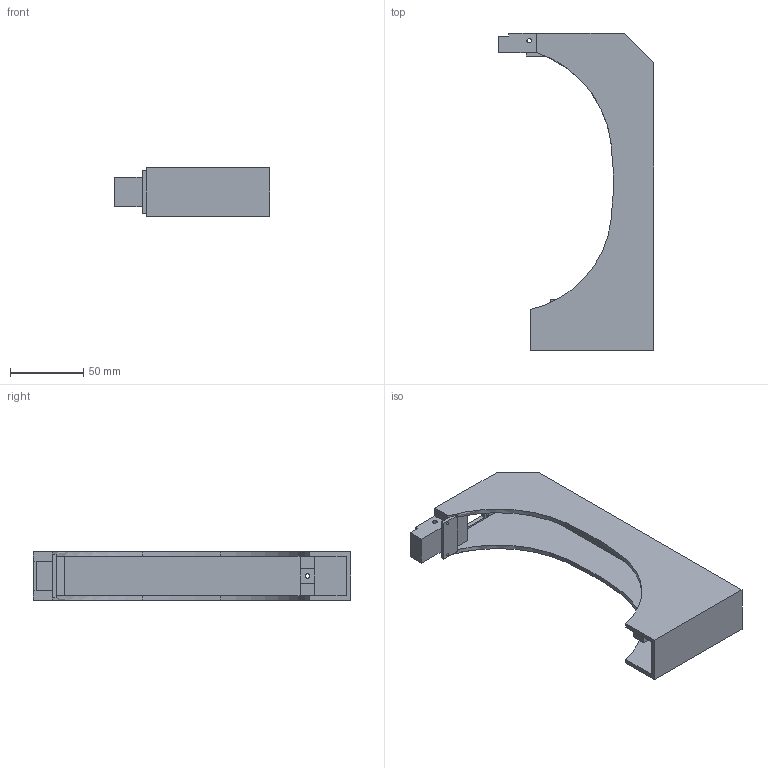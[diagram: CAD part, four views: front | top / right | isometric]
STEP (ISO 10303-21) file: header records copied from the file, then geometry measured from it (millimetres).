
FILE_DESCRIPTION (( 'STEP AP203' ), '1' );
FILE_NAME ('withSKOS1_1.STEP', '2025-06-23T01:11:32', ( '' ), ( '' ), 'SwSTEP 2.0', 'SolidWorks 2023', '' );
FILE_SCHEMA (( 'CONFIG_CONTROL_DESIGN' ));
Length unit declared in the file: millimetre
Products named in the file (1): withSKOS1_1
Bounding box: 106 x 216.4 x 33 mm (x, y, z)
Volume: 106272.3 mm3; surface area: 67722.2 mm2
Topology: 1 solids, 1 shells, 69 faces, 194 edges, 128 vertices
Faces by surface type: plane 43, cylinder 26
Entity records: 2347 total; most frequent: CARTESIAN_POINT 392, ORIENTED_EDGE 388, DIRECTION 388, EDGE_CURVE 194, VECTOR 140, LINE 140, VERTEX_POINT 128, AXIS2_PLACEMENT_3D 124
